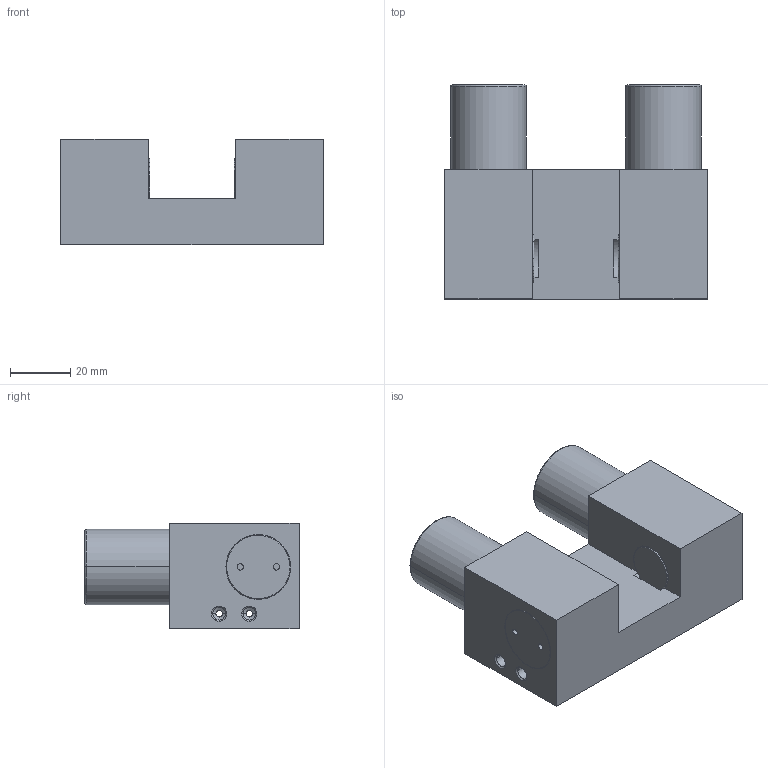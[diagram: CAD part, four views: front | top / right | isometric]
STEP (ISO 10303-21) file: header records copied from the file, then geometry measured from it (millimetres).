
FILE_DESCRIPTION((''),'2;1');
FILE_NAME('FRC30T02_SEM-DEM_SW0001','2013-04-03T',('Anacleto'),(''),'PRO/ENGINEER BY PARAMETRIC TECHNOLOGY CORPORATION, 2010020','PRO/ENGINEER BY PARAMETRIC TECHNOLOGY CORPORATION, 2010020','');
FILE_SCHEMA(('CONFIG_CONTROL_DESIGN'));
Length unit declared in the file: millimetre
Products named in the file (1): FRC30T02_SEM-DEM_SW0001
Bounding box: 87 x 71 x 35 mm (x, y, z)
Volume: 81841.3 mm3; surface area: 37702.3 mm2
Topology: 1 solids, 1 shells, 374 faces, 888 edges, 546 vertices
Faces by surface type: cylinder 176, plane 102, cone 44, bspline 28, torus 16, sphere 8
Entity records: 13434 total; most frequent: CARTESIAN_POINT 4674, DIRECTION 1946, ORIENTED_EDGE 1760, EDGE_CURVE 880, AXIS2_PLACEMENT_3D 804, VERTEX_POINT 546, CIRCLE 458, EDGE_LOOP 420
